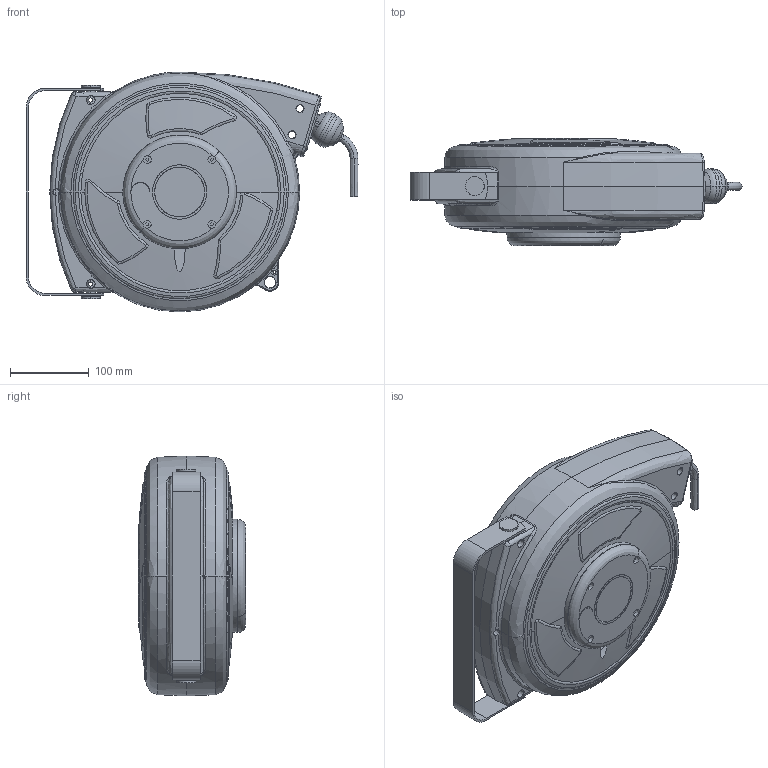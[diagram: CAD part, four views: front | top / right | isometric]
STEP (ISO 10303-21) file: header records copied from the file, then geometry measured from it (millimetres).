
FILE_DESCRIPTION(/* description */ (''),/* implementation_level */ '2;1');
FILE_NAME(/* name */ 'CABLER~1',/* time_stamp */ '2016-09-25T15:18:00+02:00',/* author */ (''),/* organization */ (''),/* preprocessor_version */ 'ST-DEVELOPER v15',/* originating_system */ '',/* authorisation */ '');
FILE_SCHEMA (('AUTOMOTIVE_DESIGN'));
Length unit declared in the file: millimetre
Products named in the file (1): Document
Bounding box: 421.99 x 136.94 x 305 mm (x, y, z)
Volume: 62525.3 mm3; surface area: 317032.1 mm2
Topology: 5 solids, 8 shells, 360 faces, 1026 edges, 663 vertices
Faces by surface type: bspline 299, plane 61
Entity records: 19873 total; most frequent: CARTESIAN_POINT 14445, ORIENTED_EDGE 1948, EDGE_CURVE 1026, VERTEX_POINT 663, EDGE_LOOP 389, ADVANCED_FACE 360, FACE_OUTER_BOUND 360, B_SPLINE_CURVE_WITH_KNOTS 350
